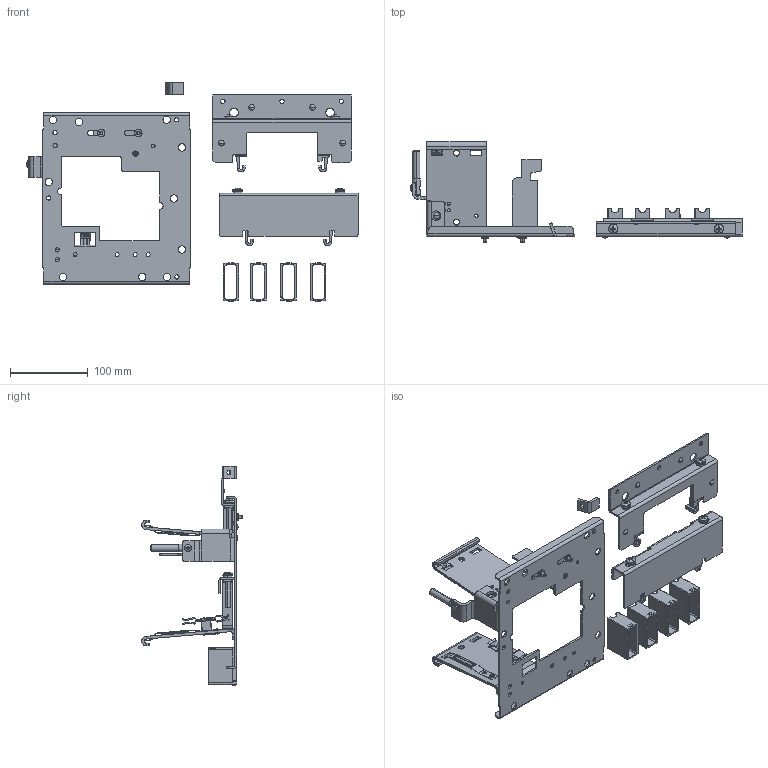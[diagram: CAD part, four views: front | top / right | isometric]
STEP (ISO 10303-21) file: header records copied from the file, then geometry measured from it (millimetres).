
FILE_DESCRIPTION (( 'STEP AP214' ), '1' );
FILE_NAME ('SB4.STEP', '2021-05-19T14:32:43', ( '' ), ( '' ), 'SwSTEP 2.0', 'SolidWorks 2017', '' );
FILE_SCHEMA (( 'AUTOMOTIVE_DESIGN' ));
Length unit declared in the file: inch
Products named in the file (27): pan cross head_am_B18.6.7M - M6 x 1.0 x 40 Type I Cross Recessed PHMS --40N; ACSB4G-009; ACSB4G-104; ACSB4G-014; ACSB4G-103; ACSB4G-007; ACSB4G-003; pan cross head_am_B18.6.7M - M5 x 0.8 x 8 Type I Cross Recessed PHMS --8N; ACSB4G-001; ACSB4G-102; ACSB4G-002; ACSB4G-012; SB4; ACSB4G; pan cross head_am_B18.6.7M - M6 x 1.0 x 35 Type I Cross Recessed PHMS --35N; ACSB4G-101; ACSB4G-016; ACSB4G-011; ACSB4G-010; ACSB4G-008; ACSB4G-005; ACSB4G-004; spring lock washer_3_jis_JIS B 1251 No.3 6; ACSB4G-013; ACSB4G-006; ACSB4G-017; ACSB4G-015
Assembly tree (43 placements, depth 4):
  SB4
    ACSB4G
      ACSB4G-001
      ACSB4G-002
      ACSB4G-009
      ACSB4G-012  x2
      ACSB4G-101
        ACSB4G-003
        ACSB4G-008
        ACSB4G-010
      ACSB4G-102
        ACSB4G-003
        ACSB4G-008
        ACSB4G-010
        ACSB4G-006
        ACSB4G-007  x2
        ACSB4G-011  x2
      ACSB4G-004
      ACSB4G-005
      pan cross head_am_B18.6.7M - M5 x 0.8 x 8 Type I Cross Recessed PHMS --8N
    ACSB4G-015  x4
    ACSB4G-016
    ACSB4G-104
      ACSB4G-017
      spring lock washer_3_jis_JIS B 1251 No.3 6  x2
      pan cross head_am_B18.6.7M - M6 x 1.0 x 40 Type I Cross Recessed PHMS --40N  x2
      ACSB4G-014  x2
    ACSB4G-103
      ACSB4G-013
      ACSB4G-014  x2
      pan cross head_am_B18.6.7M - M6 x 1.0 x 35 Type I Cross Recessed PHMS --35N  x2
      spring lock washer_3_jis_JIS B 1251 No.3 6  x2
Bounding box: 426.05 x 129.3 x 281.53 mm (x, y, z)
Volume: 302388.4 mm3; surface area: 269289.8 mm2
Topology: 38 solids, 38 shells, 1579 faces, 3881 edges, 2377 vertices
Faces by surface type: plane 832, cylinder 578, torus 65, sphere 42, cone 38, bspline 24
Entity records: 29920 total; most frequent: CARTESIAN_POINT 5328, DIRECTION 5186, ORIENTED_EDGE 4682, EDGE_CURVE 2341, AXIS2_PLACEMENT_3D 1924, VERTEX_POINT 1458, LINE 1338, VECTOR 1338
